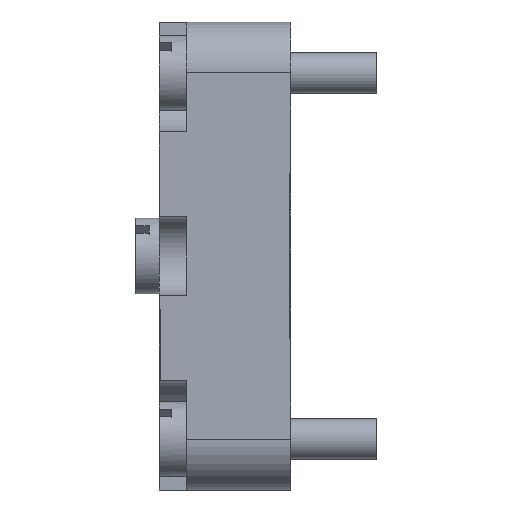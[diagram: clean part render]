
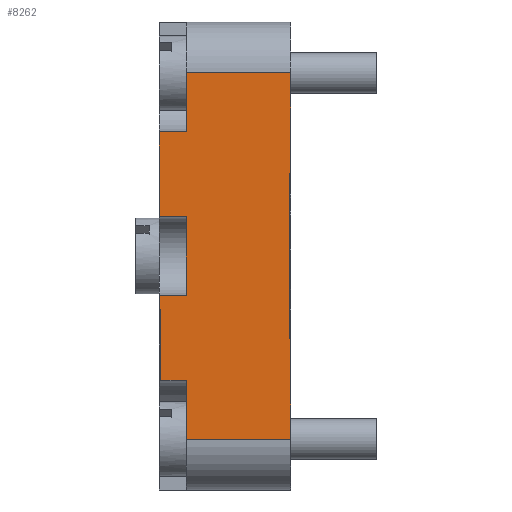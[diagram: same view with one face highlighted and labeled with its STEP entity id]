
A CAD part, left-side view. The second image highlights one B-rep face of the part: STEP entity #8262.
In plain terms, the highlighted free-form (B-spline) face has degree [1, 1] with [2, 2] control points.
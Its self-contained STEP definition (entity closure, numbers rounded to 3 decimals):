
#7697=CARTESIAN_POINT('V66',(-25.75,7.7,
   -13.5));
#7698=VERTEX_POINT('V66',#7697);
#7721=CARTESIAN_POINT('V67',(-25.75,0.,
   -13.5));
#7722=VERTEX_POINT('V67',#7721);
#7736=CARTESIAN_POINT('E80',(-25.75,0.,
   -13.5));
#7737=CARTESIAN_POINT('E80',(-25.75,7.7,
   -13.5));
#7738=B_SPLINE_CURVE_WITH_KNOTS('E80',1,(#7736,#7737),
   .POLYLINE_FORM.,.F.,.U.,(2,2),(0.0,0.794),
   .UNSPECIFIED.);
#7739=EDGE_CURVE('E80',#7722,#7698,#7738,.T.);
#7749=CARTESIAN_POINT('V60',(-25.75,7.7,
   -2.9));
#7750=VERTEX_POINT('V60',#7749);
#7751=CARTESIAN_POINT('V59',(-25.75,7.7,
   2.9));
#7752=VERTEX_POINT('V59',#7751);
#7768=CARTESIAN_POINT('E73',(-25.75,7.7,
   2.9));
#7769=CARTESIAN_POINT('E73',(-25.75,7.7,
   -2.9));
#7770=QUASI_UNIFORM_CURVE('E73',1,(#7768,#7769),.POLYLINE_FORM.,.F.,
   .U.);
#7771=EDGE_CURVE('E73',#7752,#7750,#7770,.T.);
#7794=CARTESIAN_POINT('V61',(-25.75,9.7,
   -2.9));
#7795=VERTEX_POINT('V61',#7794);
#7796=CARTESIAN_POINT('E74',(-25.75,7.7,
   -2.9));
#7797=CARTESIAN_POINT('E74',(-25.75,9.7,
   -2.9));
#7798=QUASI_UNIFORM_CURVE('E74',1,(#7796,#7797),.POLYLINE_FORM.,.F.,
   .U.);
#7799=EDGE_CURVE('E74',#7750,#7795,#7798,.T.);
#7802=CARTESIAN_POINT('V58',(-25.75,9.7,
   2.9));
#7803=VERTEX_POINT('V58',#7802);
#7804=CARTESIAN_POINT('E72',(-25.75,9.7,
   2.9));
#7805=CARTESIAN_POINT('E72',(-25.75,7.7,
   2.9));
#7806=QUASI_UNIFORM_CURVE('E72',1,(#7804,#7805),.POLYLINE_FORM.,.F.,
   .U.);
#7807=EDGE_CURVE('E72',#7803,#7752,#7806,.T.);
#8062=CARTESIAN_POINT('V55',(-25.75,7.7,
   13.5));
#8063=VERTEX_POINT('V55',#8062);
#8064=CARTESIAN_POINT('V56',(-25.75,7.7,
   9.15));
#8065=VERTEX_POINT('V56',#8064);
#8066=CARTESIAN_POINT('E69',(-25.75,7.7,
   13.5));
#8067=CARTESIAN_POINT('E69',(-25.75,7.7,
   9.15));
#8068=QUASI_UNIFORM_CURVE('E69',1,(#8066,#8067),.POLYLINE_FORM.,.F.,
   .U.);
#8069=EDGE_CURVE('E69',#8063,#8065,#8068,.T.);
#8141=CARTESIAN_POINT('V54',(-25.75,0.,
   13.5));
#8142=VERTEX_POINT('V54',#8141);
#8143=CARTESIAN_POINT('E68',(-25.75,0.,
   13.5));
#8144=CARTESIAN_POINT('E68',(-25.75,7.7,
   13.5));
#8145=B_SPLINE_CURVE_WITH_KNOTS('E68',1,(#8143,#8144),
   .POLYLINE_FORM.,.F.,.U.,(2,2),(0.0,0.794),
   .UNSPECIFIED.);
#8146=EDGE_CURVE('E68',#8142,#8063,#8145,.T.);
#8171=CARTESIAN_POINT('F18',(-25.75,9.7,
   13.5));
#8172=CARTESIAN_POINT('F18',(-25.75,9.7,
   -13.5));
#8173=CARTESIAN_POINT('F18',(-25.75,0.,
   13.5));
#8174=CARTESIAN_POINT('F18',(-25.75,0.,
   -13.5));
#8175=B_SPLINE_SURFACE_WITH_KNOTS('F18',1,1,((#8171,#8173),(#8172,
   #8174)),.PLANE_SURF.,.F.,.F.,.U.,(2,2),(2,2),(0.0,
   2.784),(0.0,1.0),.UNSPECIFIED.);
#8176=CARTESIAN_POINT('V51',(-25.75,0.1,
   -6.1));
#8177=VERTEX_POINT('V51',#8176);
#8178=CARTESIAN_POINT('V52',(-25.75,0.1,
   6.1));
#8179=VERTEX_POINT('V52',#8178);
#8180=CARTESIAN_POINT('E65',(-25.75,0.1,
   -6.1));
#8181=CARTESIAN_POINT('E65',(-25.75,0.1,
   6.1));
#8182=B_SPLINE_CURVE_WITH_KNOTS('E65',1,(#8180,#8181),
   .POLYLINE_FORM.,.F.,.U.,(2,2),(0.0,122.0),.UNSPECIFIED.);
#8183=EDGE_CURVE('E65',#8177,#8179,#8182,.T.);
#8184=ORIENTED_EDGE('E65',*,*,#8183,.T.);
#8185=CARTESIAN_POINT('V53',(-25.75,0.,
   6.1));
#8186=VERTEX_POINT('V53',#8185);
#8187=CARTESIAN_POINT('E66',(-25.75,0.1,
   6.1));
#8188=CARTESIAN_POINT('E66',(-25.75,0.,
   6.1));
#8189=QUASI_UNIFORM_CURVE('E66',1,(#8187,#8188),.POLYLINE_FORM.,.F.,
   .U.);
#8190=EDGE_CURVE('E66',#8179,#8186,#8189,.T.);
#8191=ORIENTED_EDGE('E66',*,*,#8190,.T.);
#8192=CARTESIAN_POINT('E67',(-25.75,0.,
   13.5));
#8193=CARTESIAN_POINT('E67',(-25.75,0.,
   6.1));
#8194=B_SPLINE_CURVE_WITH_KNOTS('E67',1,(#8192,#8193),
   .POLYLINE_FORM.,.F.,.U.,(2,2),(0.0,0.274),
   .UNSPECIFIED.);
#8195=EDGE_CURVE('E67',#8142,#8186,#8194,.T.);
#8196=ORIENTED_EDGE('E67',*,*,#8195,.F.);
#8197=ORIENTED_EDGE('E68',*,*,#8146,.T.);
#8198=ORIENTED_EDGE('E69',*,*,#8069,.T.);
#8199=CARTESIAN_POINT('V57',(-25.75,9.7,
   9.15));
#8200=VERTEX_POINT('V57',#8199);
#8201=CARTESIAN_POINT('E70',(-25.75,7.7,
   9.15));
#8202=CARTESIAN_POINT('E70',(-25.75,9.7,
   9.15));
#8203=QUASI_UNIFORM_CURVE('E70',1,(#8201,#8202),.POLYLINE_FORM.,.F.,
   .U.);
#8204=EDGE_CURVE('E70',#8065,#8200,#8203,.T.);
#8205=ORIENTED_EDGE('E70',*,*,#8204,.T.);
#8206=CARTESIAN_POINT('E71',(-25.75,9.7,
   2.9));
#8207=CARTESIAN_POINT('E71',(-25.75,9.7,
   9.15));
#8208=B_SPLINE_CURVE_WITH_KNOTS('E71',1,(#8206,#8207),
   .POLYLINE_FORM.,.F.,.U.,(2,2),(0.607,
   0.839),.UNSPECIFIED.);
#8209=EDGE_CURVE('E71',#7803,#8200,#8208,.T.);
#8210=ORIENTED_EDGE('E71',*,*,#8209,.F.);
#8211=ORIENTED_EDGE('E72',*,*,#7807,.T.);
#8212=ORIENTED_EDGE('F105',*,*,#7771,.T.);
#8213=ORIENTED_EDGE('E74',*,*,#7799,.T.);
#8214=CARTESIAN_POINT('V62',(-25.75,9.7,
   -3.95));
#8215=VERTEX_POINT('V62',#8214);
#8216=CARTESIAN_POINT('E75',(-25.75,9.7,
   -3.95));
#8217=CARTESIAN_POINT('E75',(-25.75,9.7,
   -2.9));
#8218=B_SPLINE_CURVE_WITH_KNOTS('E75',1,(#8216,#8217),
   .POLYLINE_FORM.,.F.,.U.,(2,2),(0.354,
   0.393),.UNSPECIFIED.);
#8219=EDGE_CURVE('E75',#8215,#7795,#8218,.T.);
#8220=ORIENTED_EDGE('E75',*,*,#8219,.F.);
#8221=CARTESIAN_POINT('V63',(-25.75,9.6,
   -3.95));
#8222=VERTEX_POINT('V63',#8221);
#8223=CARTESIAN_POINT('E76',(-25.75,9.7,
   -3.95));
#8224=CARTESIAN_POINT('E76',(-25.75,9.6,
   -3.95));
#8225=QUASI_UNIFORM_CURVE('E76',1,(#8223,#8224),.POLYLINE_FORM.,.F.,
   .U.);
#8226=EDGE_CURVE('E76',#8215,#8222,#8225,.T.);
#8227=ORIENTED_EDGE('E76',*,*,#8226,.T.);
#8228=CARTESIAN_POINT('V64',(-25.75,9.6,
   -9.15));
#8229=VERTEX_POINT('V64',#8228);
#8230=CARTESIAN_POINT('E77',(-25.75,9.6,
   -3.95));
#8231=CARTESIAN_POINT('E77',(-25.75,9.6,
   -9.15));
#8232=B_SPLINE_CURVE_WITH_KNOTS('E77',1,(#8230,#8231),
   .POLYLINE_FORM.,.F.,.U.,(2,2),(3.,55.0),
   .UNSPECIFIED.);
#8233=EDGE_CURVE('E77',#8222,#8229,#8232,.T.);
#8234=ORIENTED_EDGE('E77',*,*,#8233,.T.);
#8235=CARTESIAN_POINT('V65',(-25.75,7.7,
   -9.15));
#8236=VERTEX_POINT('V65',#8235);
#8237=CARTESIAN_POINT('E78',(-25.75,9.6,
   -9.15));
#8238=CARTESIAN_POINT('E78',(-25.75,7.7,
   -9.15));
#8239=B_SPLINE_CURVE_WITH_KNOTS('E78',1,(#8237,#8238),
   .POLYLINE_FORM.,.F.,.U.,(2,2),(0.05,1.0),
   .UNSPECIFIED.);
#8240=EDGE_CURVE('E78',#8229,#8236,#8239,.T.);
#8241=ORIENTED_EDGE('E78',*,*,#8240,.T.);
#8242=CARTESIAN_POINT('E79',(-25.75,7.7,
   -9.15));
#8243=CARTESIAN_POINT('E79',(-25.75,7.7,
   -13.5));
#8244=QUASI_UNIFORM_CURVE('E79',1,(#8242,#8243),.POLYLINE_FORM.,.F.,
   .U.);
#8245=EDGE_CURVE('E79',#8236,#7698,#8244,.T.);
#8246=ORIENTED_EDGE('E79',*,*,#8245,.T.);
#8247=ORIENTED_EDGE('F101',*,*,#7739,.F.);
#8248=CARTESIAN_POINT('V68',(-25.75,0.,
   -6.1));
#8249=VERTEX_POINT('V68',#8248);
#8250=CARTESIAN_POINT('E81',(-25.75,0.,
   -6.1));
#8251=CARTESIAN_POINT('E81',(-25.75,0.,
   -13.5));
#8252=B_SPLINE_CURVE_WITH_KNOTS('E81',1,(#8250,#8251),
   .POLYLINE_FORM.,.F.,.U.,(2,2),(0.726,1.0),
   .UNSPECIFIED.);
#8253=EDGE_CURVE('E81',#8249,#7722,#8252,.T.);
#8254=ORIENTED_EDGE('E81',*,*,#8253,.F.);
#8255=CARTESIAN_POINT('E82',(-25.75,0.,
   -6.1));
#8256=CARTESIAN_POINT('E82',(-25.75,0.1,
   -6.1));
#8257=QUASI_UNIFORM_CURVE('E82',1,(#8255,#8256),.POLYLINE_FORM.,.F.,
   .U.);
#8258=EDGE_CURVE('E82',#8249,#8177,#8257,.T.);
#8259=ORIENTED_EDGE('E82',*,*,#8258,.T.);
#8260=EDGE_LOOP('F18',(#8184,#8191,#8196,#8197,#8198,#8205,#8210,
   #8211,#8212,#8213,#8220,#8227,#8234,#8241,#8246,#8247,#8254,#8259)
   );
#8261=FACE_OUTER_BOUND('F18',#8260,.T.);
#8262=ADVANCED_FACE('F18',(#8261),#8175,.T.);
